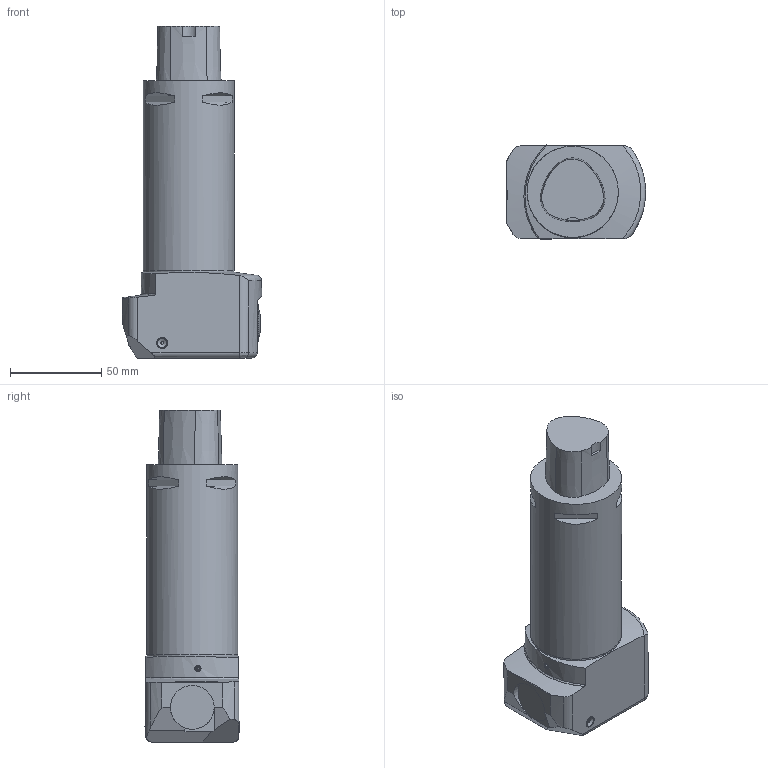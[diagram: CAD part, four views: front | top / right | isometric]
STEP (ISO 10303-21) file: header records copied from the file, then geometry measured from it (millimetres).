
FILE_DESCRIPTION(/* description */ (''),/* implementation_level */ '2;1');
FILE_NAME(/* name */ '1694595172506.stp',/* time_stamp */ '2023-09-13T10:52:57+02:00',/* author */ (''),/* organization */ ('SMS'),/* preprocessor_version */ 'ST-DEVELOPER v16.7',/* originating_system */ 'SIEMENS PLM Software NX 12.0',/* authorisation */ '');
FILE_SCHEMA (('AUTOMOTIVE_DESIGN { 1 0 10303 214 3 1 1 1 }'));
Length unit declared in the file: millimetre
Products named in the file (1): 111166186mod000_02
Bounding box: 76.38 x 51.58 x 182 mm (x, y, z)
Volume: 389875.4 mm3; surface area: 47438.5 mm2
Topology: 2 solids, 3 shells, 334 faces, 919 edges, 609 vertices
Faces by surface type: plane 269, cylinder 34, cone 23, torus 4, bspline 3, sphere 1
Full cylindrical faces by diameter (mm): 1.5 x1, 2.5 x1, 3.4 x1, 4.7 x1, 6 x1, 6.25 x1, 8 x1, 8.018 x1, 8.5 x1, 9.5 x2, 10 x1, 24 x2, 49.98 x1, 50 x1
Entity records: 10740 total; most frequent: CARTESIAN_POINT 2633, ORIENTED_EDGE 1752, DIRECTION 1507, EDGE_CURVE 876, VERTEX_POINT 591, LINE 519, VECTOR 519, AXIS2_PLACEMENT_3D 494
